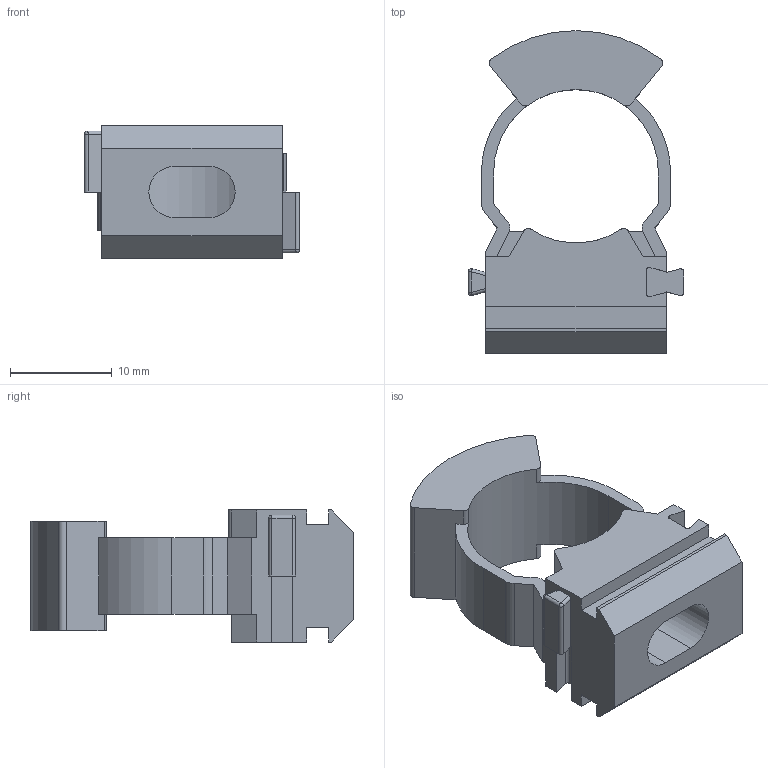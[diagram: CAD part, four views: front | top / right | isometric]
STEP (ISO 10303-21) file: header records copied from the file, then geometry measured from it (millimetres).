
FILE_DESCRIPTION (( 'STEP AP214' ), '1' );
FILE_NAME ('CTA10D-CFC16-K41 - Õîìóòíûé äåðæàòåëü CFC16.STEP', '2016-05-17T09:41:05', ( '' ), ( '' ), 'SwSTEP 2.0', 'SolidWorks 2014', '' );
FILE_SCHEMA (( 'AUTOMOTIVE_DESIGN' ));
Length unit declared in the file: millimetre
Products named in the file (1): CTA10D-CFC16-K41 - Õîìóòíûé äåðæàòåëü CFC16
Bounding box: 21.2 x 31.75 x 13 mm (x, y, z)
Volume: 2834.3 mm3; surface area: 2570.1 mm2
Topology: 1 solids, 1 shells, 127 faces, 366 edges, 235 vertices
Faces by surface type: plane 76, cylinder 41, bspline 6, sphere 4
Entity records: 4364 total; most frequent: CARTESIAN_POINT 1021, ORIENTED_EDGE 716, DIRECTION 674, EDGE_CURVE 358, VECTOR 258, LINE 258, VERTEX_POINT 231, AXIS2_PLACEMENT_3D 208
